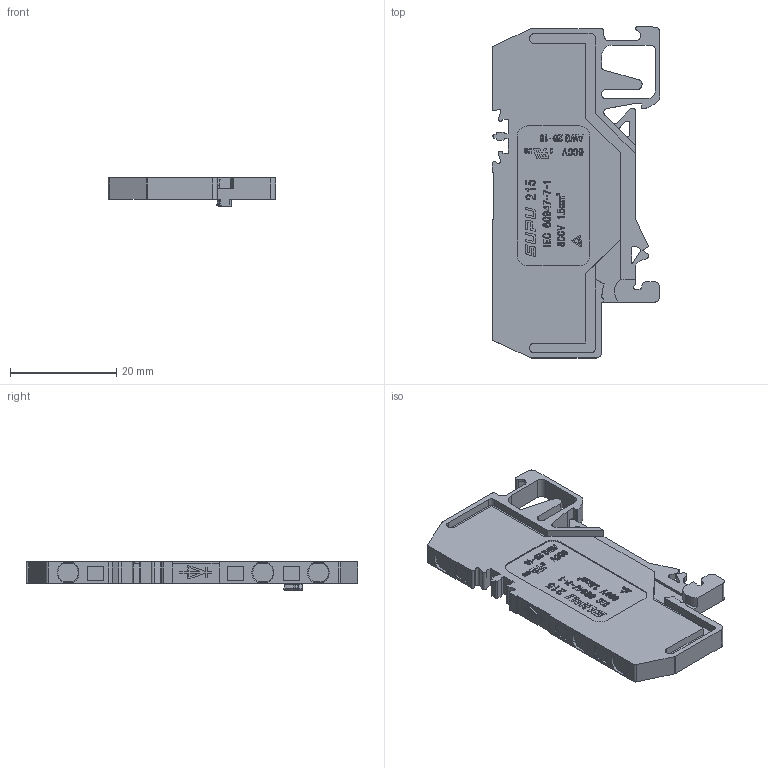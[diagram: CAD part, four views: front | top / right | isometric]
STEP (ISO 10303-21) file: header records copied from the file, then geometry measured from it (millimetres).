
FILE_DESCRIPTION(/* description */ (''),/* implementation_level */ '2;1');
FILE_NAME(/* name */ '215958.stp',/* time_stamp */ '2022-06-29T16:21:16+08:00',/* author */ (''),/* organization */ (''),/* preprocessor_version */ 'ST-DEVELOPER v16.7',/* originating_system */ 'SIEMENS PLM Software NX 12.0',/* authorisation */ '');
FILE_SCHEMA (('AP203_CONFIGURATION_CONTROLLED_3D_DESIGN_OF_MECHANICAL_PARTS_AND_ASSEMBLIES_MIM_LF { 1 0 10303 403 2 1 2}'));
Length unit declared in the file: millimetre
Products named in the file (1): SP1180T1011_stp
Bounding box: 31.65 x 62.6 x 5.3 mm (x, y, z)
Volume: 5371.7 mm3; surface area: 4773.4 mm2
Topology: 1 solids, 1 shells, 1269 faces, 3704 edges, 2507 vertices
Faces by surface type: plane 827, cylinder 412, cone 10, torus 9, extrusion 7, bspline 4
Entity records: 42914 total; most frequent: CARTESIAN_POINT 8343, ORIENTED_EDGE 7408, DIRECTION 7073, EDGE_CURVE 3704, VECTOR 2623, LINE 2616, VERTEX_POINT 2507, AXIS2_PLACEMENT_3D 2225
